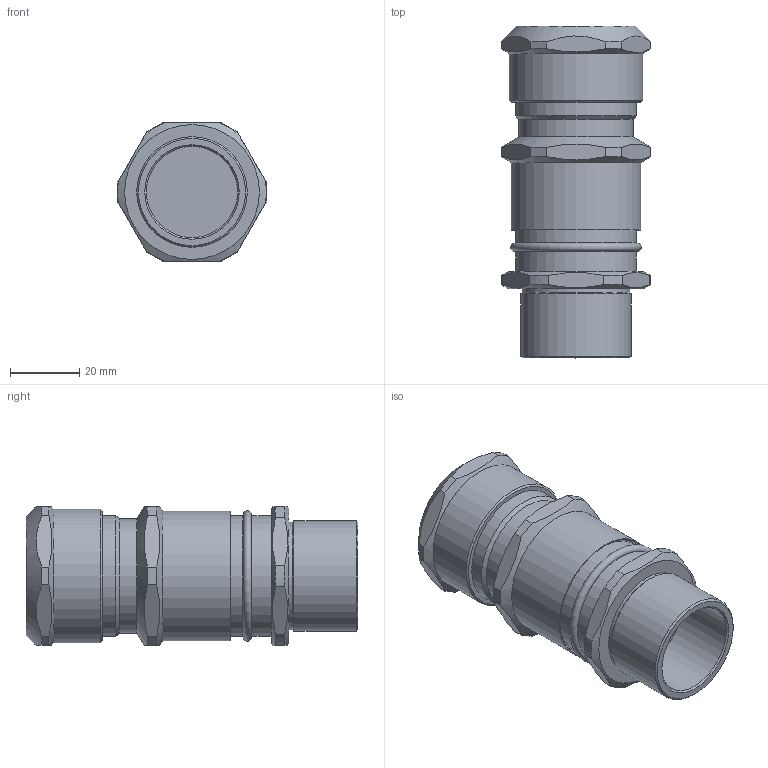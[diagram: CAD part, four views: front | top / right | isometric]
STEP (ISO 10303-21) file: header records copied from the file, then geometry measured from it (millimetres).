
FILE_DESCRIPTION(/* description */ (''),/* implementation_level */ '2;1');
FILE_NAME(/* name */ '',/* time_stamp */ '2025-07-07T10:36:17+07:00',/* author */ ('zeta-86'),/* organization */ (''),/* preprocessor_version */ 'ST-DEVELOPER v19.2',/* originating_system */ 'Autodesk Inventor 2024',/* authorisation */ '');
FILE_SCHEMA (('AUTOMOTIVE_DESIGN { 1 0 10303 214 3 1 1 }'));
Length unit declared in the file: millimetre
Products named in the file (1): Деталь1
Bounding box: 43.19 x 96 x 40 mm (x, y, z)
Volume: 89616.9 mm3; surface area: 17374 mm2
Topology: 2 solids, 2 shells, 72 faces, 176 edges, 113 vertices
Faces by surface type: plane 39, cylinder 17, cone 14, torus 2
Full cylindrical faces by diameter (mm): 26.4 x1, 26.5 x1, 31 x1, 32 x1, 33 x2, 35 x3, 37.4 x1, 38.6 x1
Entity records: 2089 total; most frequent: CARTESIAN_POINT 490, ORIENTED_EDGE 352, DIRECTION 309, EDGE_CURVE 176, AXIS2_PLACEMENT_3D 124, VERTEX_POINT 113, EDGE_LOOP 79, FACE_OUTER_BOUND 72
